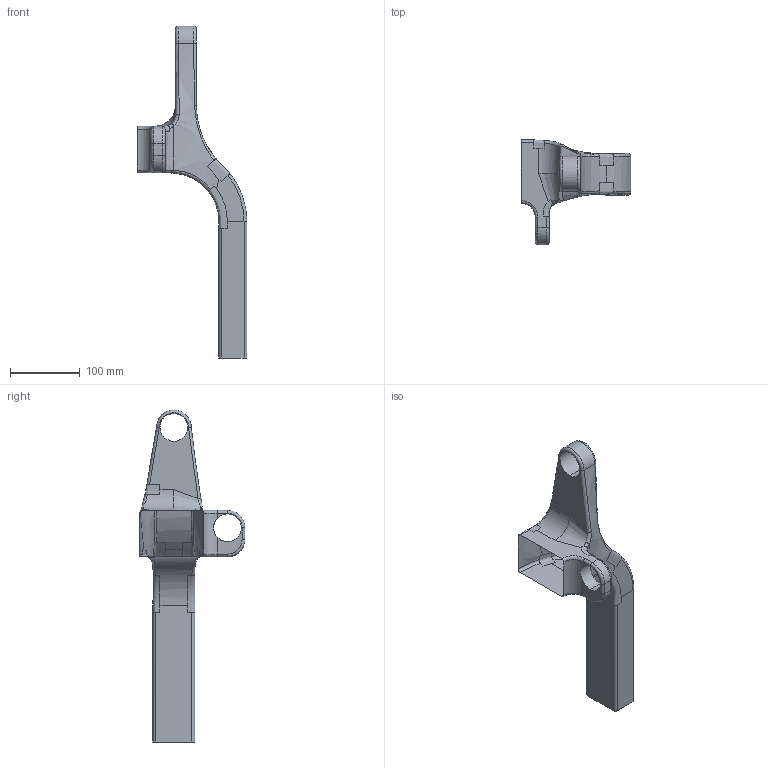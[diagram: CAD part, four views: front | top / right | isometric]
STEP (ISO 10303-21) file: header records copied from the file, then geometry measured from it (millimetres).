
FILE_DESCRIPTION (( 'STEP AP203' ), '1' );
FILE_NAME ('ver_2.2.4_uszatek.STEP', '2020-02-22T11:55:38', ( '' ), ( '' ), 'SwSTEP 2.0', 'SolidWorks 2018', '' );
FILE_SCHEMA (( 'CONFIG_CONTROL_DESIGN' ));
Length unit declared in the file: millimetre
Products named in the file (1): ver_2.2.4_uszatek
Bounding box: 157.5 x 151.93 x 477 mm (x, y, z)
Surface area: 117294.1 mm2 (no closed solid volume)
Topology: 0 solids, 1 shells, 77 faces, 244 edges, 164 vertices
Faces by surface type: bspline 39, cylinder 21, plane 11, torus 6
Entity records: 17422 total; most frequent: CARTESIAN_POINT 15581, ORIENTED_EDGE 470, EDGE_CURVE 244, DIRECTION 216, VERTEX_POINT 164, B_SPLINE_CURVE_WITH_KNOTS 150, AXIS2_PLACEMENT_3D 83, EDGE_LOOP 79
